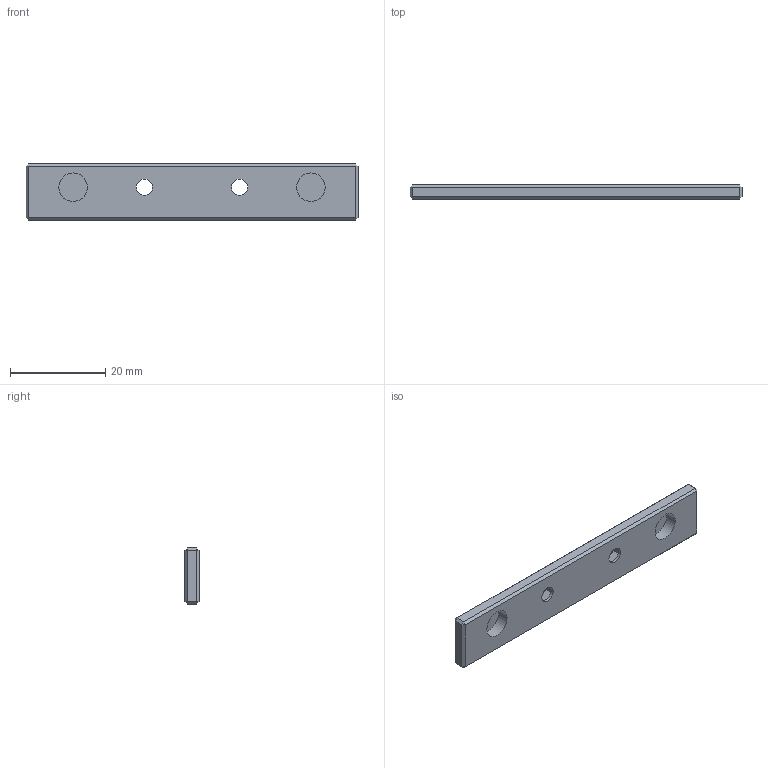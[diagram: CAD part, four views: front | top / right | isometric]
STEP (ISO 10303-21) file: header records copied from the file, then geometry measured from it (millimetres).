
FILE_DESCRIPTION(('FreeCAD Model'),'2;1');
FILE_NAME('Open CASCADE Shape Model','2023-10-08T12:27:39',(''),(''), 'Open CASCADE STEP processor 7.6','FreeCAD','Unknown');
FILE_SCHEMA(('AUTOMOTIVE_DESIGN { 1 0 10303 214 1 1 1 1 }'));
Length unit declared in the file: millimetre
Products named in the file (1): P0170-31-a_Kante_Magnet_oben_Reststück
Bounding box: 69.8 x 3 x 11.8 mm (x, y, z)
Volume: 2150.1 mm3; surface area: 2223.7 mm2
Topology: 1 solids, 1 shells, 121 faces, 306 edges, 196 vertices
Faces by surface type: plane 64, extrusion 53, cylinder 4
Full cylindrical faces by diameter (mm): 3.4 x2, 6 x2
Entity records: 7668 total; most frequent: CARTESIAN_POINT 1802, DIRECTION 899, VECTOR 743, LINE 690, ORIENTED_EDGE 612, PCURVE 612, DEFINITIONAL_REPRESENTATION 612, EDGE_CURVE 306
